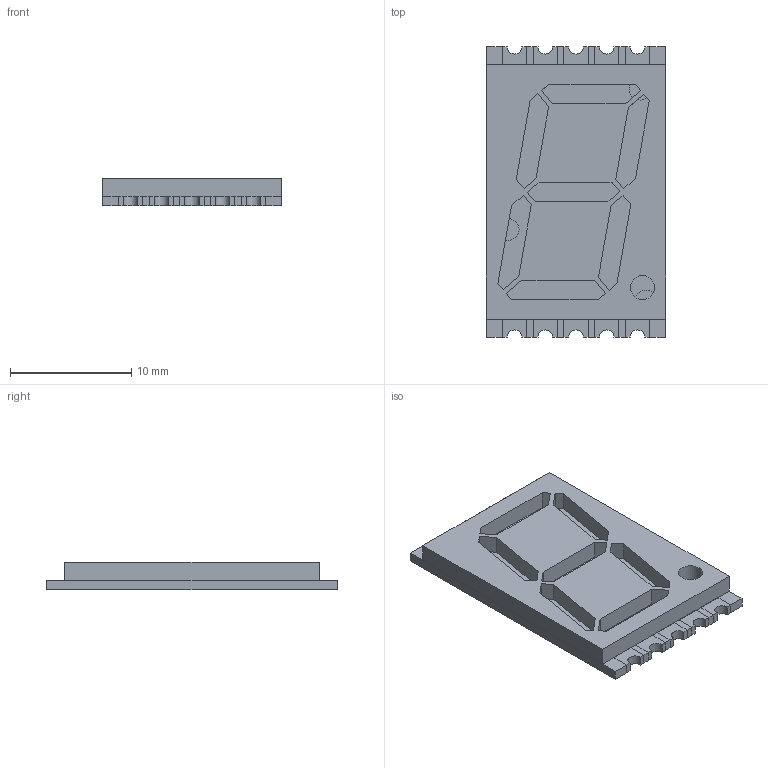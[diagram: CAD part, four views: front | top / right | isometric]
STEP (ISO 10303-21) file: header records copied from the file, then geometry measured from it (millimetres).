
FILE_DESCRIPTION (( 'STEP AP203' ), '1' );
FILE_NAME ('DSM7UA70101.STEP', '2019-12-26T19:49:34', ( '' ), ( '' ), 'SwSTEP 2.0', 'SolidWorks 2018', '' );
FILE_SCHEMA (( 'CONFIG_CONTROL_DESIGN' ));
Length unit declared in the file: inch
Products named in the file (6): DSM7UA70101; DSM7UA7010X.STEP; S7010PCB.3.STEP; S7010___r.STEP; S7010PCB.2.STEP; S7010PCB.1.STEP
Assembly tree (5 placements, depth 3):
  DSM7UA70101
    DSM7UA7010X.STEP
      S7010PCB.1.STEP
      S7010PCB.2.STEP
      S7010PCB.3.STEP
      S7010___r.STEP
Bounding box: 14.8 x 24 x 2.3 mm (x, y, z)
Volume: 621.8 mm3; surface area: 1637.3 mm2
Topology: 16 solids, 16 shells, 200 faces, 504 edges, 336 vertices
Faces by surface type: plane 172, cylinder 28
Entity records: 6596 total; most frequent: CARTESIAN_POINT 1049, ORIENTED_EDGE 1008, DIRECTION 978, EDGE_CURVE 504, VECTOR 448, LINE 448, VERTEX_POINT 336, AXIS2_PLACEMENT_3D 265
